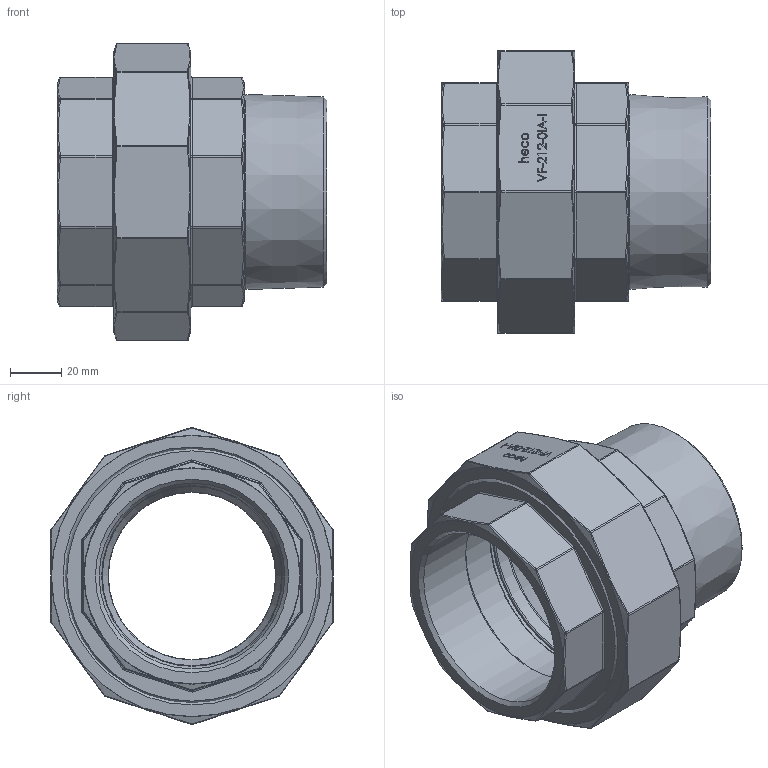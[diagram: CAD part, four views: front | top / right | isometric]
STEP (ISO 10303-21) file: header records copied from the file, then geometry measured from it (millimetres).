
FILE_DESCRIPTION (( 'STEP AP214' ), '1' );
FILE_NAME ('VF-212-0IA-I Verschraubung flach 2109.STEP', '2021-09-27T08:24:34', ( '' ), ( '' ), 'SwSTEP 2.0', 'SolidWorks 2019', '' );
FILE_SCHEMA (( 'AUTOMOTIVE_DESIGN' ));
Length unit declared in the file: millimetre
Products named in the file (1): VF-212-0IA-I Verschraubung flach 2109
Bounding box: 105 x 110 x 115.56 mm (x, y, z)
Volume: 284390.9 mm3; surface area: 94852.1 mm2
Topology: 4 solids, 4 shells, 393 faces, 942 edges, 582 vertices
Faces by surface type: plane 142, bspline 136, cylinder 62, torus 40, cone 13
Full cylindrical faces by diameter (mm): 65 x1, 70 x1, 72.22 x1, 75.5 x2, 78 x1, 91 x1, 92 x1, 96 x1, 96.5 x1, 97.37 x1, 100.33 x1
Entity records: 20257 total; most frequent: CARTESIAN_POINT 7919, ORIENTED_EDGE 1760, DIRECTION 1339, EDGE_CURVE 880, VERTEX_POINT 565, AXIS2_PLACEMENT_3D 473, EDGE_LOOP 471, FACE_OUTER_BOUND 425
